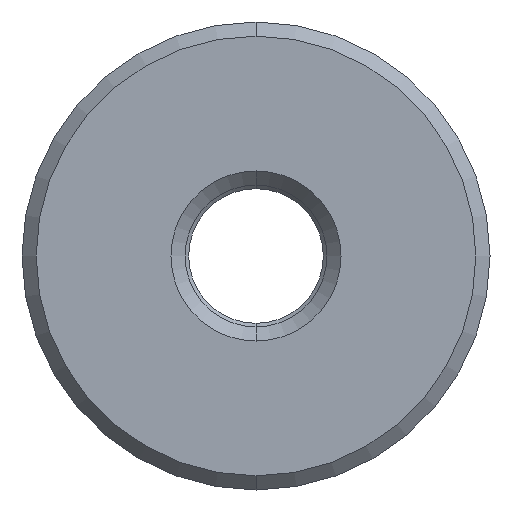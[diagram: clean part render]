
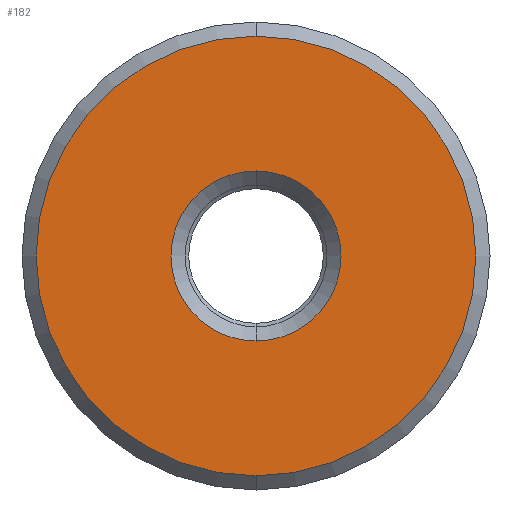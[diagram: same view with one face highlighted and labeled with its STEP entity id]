
A CAD part, front view. The second image highlights one B-rep face of the part: STEP entity #182.
In plain terms, the highlighted planar face has unit normal (0, -1, 0).
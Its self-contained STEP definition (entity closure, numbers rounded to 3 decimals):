
#51 = CARTESIAN_POINT ( 'NONE',  ( 5., 0., 0. ) ) ;
#73 = DIRECTION ( 'NONE',  ( 0., 0., 1. ) ) ;
#89 = EDGE_CURVE ( 'NONE', #616, #372, #715, .T. ) ;
#109 = EDGE_CURVE ( 'NONE', #160, #130, #514, .T. ) ;
#126 = AXIS2_PLACEMENT_3D ( 'NONE', #186, #703, #590 ) ;
#130 = VERTEX_POINT ( 'NONE', #273 ) ;
#148 = DIRECTION ( 'NONE',  ( 0., -1., 0. ) ) ;
#158 = DIRECTION ( 'NONE',  ( 0., 1., 0. ) ) ;
#160 = VERTEX_POINT ( 'NONE', #480 ) ;
#162 = CARTESIAN_POINT ( 'NONE',  ( 5., 0., 15.5 ) ) ;
#182 = ADVANCED_FACE ( 'NONE', ( #718, #215 ), #713, .F. ) ;
#186 = CARTESIAN_POINT ( 'NONE',  ( 5., 0., 0. ) ) ;
#190 = EDGE_LOOP ( 'NONE', ( #611, #552 ) ) ;
#206 = DIRECTION ( 'NONE',  ( 0., 0., 1. ) ) ;
#210 = DIRECTION ( 'NONE',  ( 0., 1., 0. ) ) ;
#215 = FACE_OUTER_BOUND ( 'NONE', #226, .T. ) ;
#226 = EDGE_LOOP ( 'NONE', ( #393, #519 ) ) ;
#273 = CARTESIAN_POINT ( 'NONE',  ( 5., 0., 6. ) ) ;
#283 = CIRCLE ( 'NONE', #501, 15.5 ) ;
#325 = AXIS2_PLACEMENT_3D ( 'NONE', #51, #210, #534 ) ;
#372 = VERTEX_POINT ( 'NONE', #522 ) ;
#380 = DIRECTION ( 'NONE',  ( 0., 0., 1. ) ) ;
#393 = ORIENTED_EDGE ( 'NONE', *, *, #89, .T. ) ;
#420 = DIRECTION ( 'NONE',  ( 0., 1., 0. ) ) ;
#480 = CARTESIAN_POINT ( 'NONE',  ( 5., 0., -6. ) ) ;
#486 = EDGE_CURVE ( 'NONE', #130, #160, #558, .T. ) ;
#501 = AXIS2_PLACEMENT_3D ( 'NONE', #702, #148, #73 ) ;
#514 = CIRCLE ( 'NONE', #325, 6. ) ;
#519 = ORIENTED_EDGE ( 'NONE', *, *, #642, .T. ) ;
#522 = CARTESIAN_POINT ( 'NONE',  ( 5., 0., -15.5 ) ) ;
#534 = DIRECTION ( 'NONE',  ( 0., 0., 1. ) ) ;
#544 = CARTESIAN_POINT ( 'NONE',  ( 5., 0., 0. ) ) ;
#546 = AXIS2_PLACEMENT_3D ( 'NONE', #601, #420, #206 ) ;
#552 = ORIENTED_EDGE ( 'NONE', *, *, #486, .T. ) ;
#558 = CIRCLE ( 'NONE', #607, 6. ) ;
#590 = DIRECTION ( 'NONE',  ( 0., 0., 1. ) ) ;
#601 = CARTESIAN_POINT ( 'NONE',  ( 0., 0., 0. ) ) ;
#607 = AXIS2_PLACEMENT_3D ( 'NONE', #544, #158, #380 ) ;
#611 = ORIENTED_EDGE ( 'NONE', *, *, #109, .T. ) ;
#616 = VERTEX_POINT ( 'NONE', #162 ) ;
#642 = EDGE_CURVE ( 'NONE', #372, #616, #283, .T. ) ;
#702 = CARTESIAN_POINT ( 'NONE',  ( 5., 0., 0. ) ) ;
#703 = DIRECTION ( 'NONE',  ( 0., -1., 0. ) ) ;
#713 = PLANE ( 'NONE',  #546 ) ;
#715 = CIRCLE ( 'NONE', #126, 15.5 ) ;
#718 = FACE_BOUND ( 'NONE', #190, .T. ) ;
